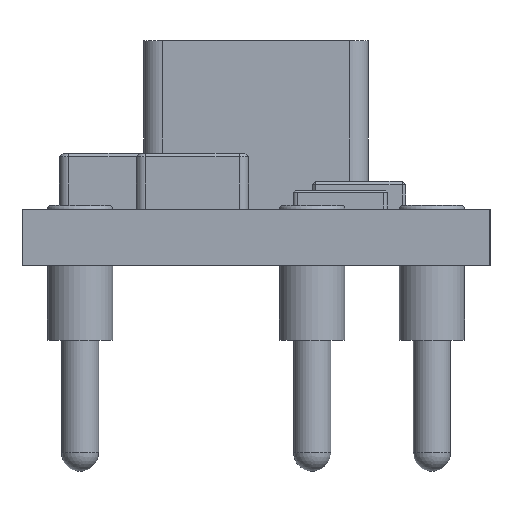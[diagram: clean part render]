
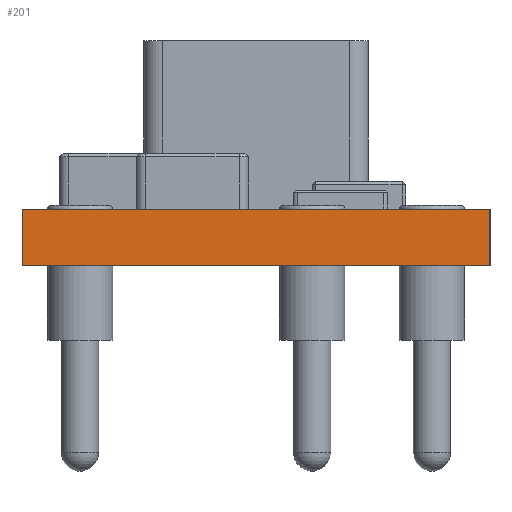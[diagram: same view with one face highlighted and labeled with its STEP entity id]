
A CAD part, left-side view. The second image highlights one B-rep face of the part: STEP entity #201.
In plain terms, the highlighted planar face has unit normal (-1, 0, 0).
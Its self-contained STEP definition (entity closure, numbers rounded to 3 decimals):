
#118 = EDGE_CURVE('',#119,#121,#123,.T.);
#119 = VERTEX_POINT('',#120);
#120 = CARTESIAN_POINT('',(-9.6,6.5,2.));
#121 = VERTEX_POINT('',#122);
#122 = CARTESIAN_POINT('',(-9.6,-6.,2.));
#123 = LINE('',#124,#125);
#124 = CARTESIAN_POINT('',(-9.6,6.5,2.));
#125 = VECTOR('',#126,1.);
#126 = DIRECTION('',(0.,-1.,0.));
#201 = ADVANCED_FACE('',(#202),#227,.T.);
#202 = FACE_BOUND('',#203,.T.);
#203 = EDGE_LOOP('',(#204,#205,#213,#221));
#204 = ORIENTED_EDGE('',*,*,#118,.T.);
#205 = ORIENTED_EDGE('',*,*,#206,.T.);
#206 = EDGE_CURVE('',#121,#207,#209,.T.);
#207 = VERTEX_POINT('',#208);
#208 = CARTESIAN_POINT('',(-9.6,-6.,3.5));
#209 = LINE('',#210,#211);
#210 = CARTESIAN_POINT('',(-9.6,-6.,2.));
#211 = VECTOR('',#212,1.);
#212 = DIRECTION('',(0.,0.,1.));
#213 = ORIENTED_EDGE('',*,*,#214,.F.);
#214 = EDGE_CURVE('',#215,#207,#217,.T.);
#215 = VERTEX_POINT('',#216);
#216 = CARTESIAN_POINT('',(-9.6,6.5,3.5));
#217 = LINE('',#218,#219);
#218 = CARTESIAN_POINT('',(-9.6,6.5,3.5));
#219 = VECTOR('',#220,1.);
#220 = DIRECTION('',(0.,-1.,0.));
#221 = ORIENTED_EDGE('',*,*,#222,.F.);
#222 = EDGE_CURVE('',#119,#215,#223,.T.);
#223 = LINE('',#224,#225);
#224 = CARTESIAN_POINT('',(-9.6,6.5,2.));
#225 = VECTOR('',#226,1.);
#226 = DIRECTION('',(0.,0.,1.));
#227 = PLANE('',#228);
#228 = AXIS2_PLACEMENT_3D('',#229,#230,#231);
#229 = CARTESIAN_POINT('',(-9.6,6.5,2.));
#230 = DIRECTION('',(-1.,0.,0.));
#231 = DIRECTION('',(0.,-1.,0.));
